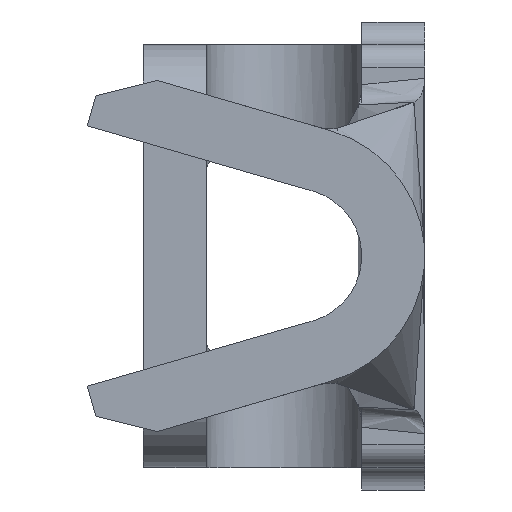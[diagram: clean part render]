
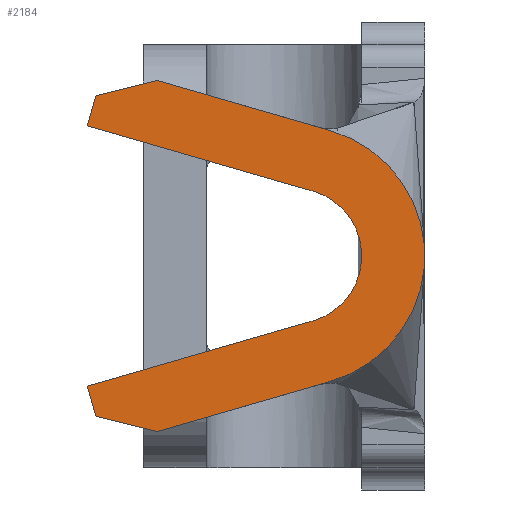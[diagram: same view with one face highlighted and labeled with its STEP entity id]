
A CAD part, left-side view. The second image highlights one B-rep face of the part: STEP entity #2184.
In plain terms, the highlighted planar face has unit normal (-1, 0, 0).
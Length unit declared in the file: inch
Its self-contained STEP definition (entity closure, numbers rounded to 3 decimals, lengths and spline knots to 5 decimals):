
#28 = CARTESIAN_POINT ( 'NONE',  ( -0.7505, -0.02062, -0.03828 ) ) ;
#136 = AXIS2_PLACEMENT_3D ( 'NONE', #728, #712, #433 ) ;
#160 = ORIENTED_EDGE ( 'NONE', *, *, #261, .F. ) ;
#181 = LINE ( 'NONE', #3493, #3674 ) ;
#207 = CARTESIAN_POINT ( 'NONE',  ( -0.7505, 0.0875, -0.15184 ) ) ;
#226 = VERTEX_POINT ( 'NONE', #3327 ) ;
#261 = EDGE_CURVE ( 'NONE', #1249, #3780, #1615, .T. ) ;
#352 = AXIS2_PLACEMENT_3D ( 'NONE', #1885, #1879, #1793 ) ;
#409 = LINE ( 'NONE', #497, #1227 ) ;
#433 = DIRECTION ( 'NONE',  ( 0., 0., -1. ) ) ;
#436 = CARTESIAN_POINT ( 'NONE',  ( -0.7505, 0.08361, -0.16529 ) ) ;
#445 = DIRECTION ( 'NONE',  ( 0., 0.961, -0.278 ) ) ;
#497 = CARTESIAN_POINT ( 'NONE',  ( -0.7505, -0.02062, -0.14972 ) ) ;
#520 = EDGE_CURVE ( 'NONE', #226, #917, #2608, .T. ) ;
#599 = VERTEX_POINT ( 'NONE', #1054 ) ;
#623 = DIRECTION ( 'NONE',  ( 0., 0., -1. ) ) ;
#696 = VECTOR ( 'NONE', #3187, 39.37008 ) ;
#712 = DIRECTION ( 'NONE',  ( -1., 0., 0. ) ) ;
#727 = CARTESIAN_POINT ( 'NONE',  ( -0.7505, -0.0045, -0.094 ) ) ;
#728 = CARTESIAN_POINT ( 'NONE',  ( -0.7505, -0.0045, -0.094 ) ) ;
#737 = VECTOR ( 'NONE', #3158, 39.37008 ) ;
#738 = PLANE ( 'NONE',  #3678 ) ;
#787 = DIRECTION ( 'NONE',  ( 1., 0., 0. ) ) ;
#836 = CIRCLE ( 'NONE', #352, 0.058 ) ;
#844 = LINE ( 'NONE', #3553, #737 ) ;
#860 = ORIENTED_EDGE ( 'NONE', *, *, #1514, .F. ) ;
#917 = VERTEX_POINT ( 'NONE', #3897 ) ;
#1054 = CARTESIAN_POINT ( 'NONE',  ( -0.7505, -0.02062, -0.14972 ) ) ;
#1079 = DIRECTION ( 'NONE',  ( 0., 0.971, 0.24 ) ) ;
#1227 = VECTOR ( 'NONE', #445, 39.37008 ) ;
#1249 = VERTEX_POINT ( 'NONE', #1951 ) ;
#1352 = ORIENTED_EDGE ( 'NONE', *, *, #2891, .F. ) ;
#1386 = LINE ( 'NONE', #2856, #3038 ) ;
#1447 = CARTESIAN_POINT ( 'NONE',  ( -0.7505, 0.0875, -0.15184 ) ) ;
#1514 = EDGE_CURVE ( 'NONE', #3780, #2529, #1386, .T. ) ;
#1615 = LINE ( 'NONE', #3364, #696 ) ;
#1681 = EDGE_CURVE ( 'NONE', #1703, #2017, #844, .T. ) ;
#1702 = EDGE_CURVE ( 'NONE', #2017, #1249, #3486, .T. ) ;
#1703 = VERTEX_POINT ( 'NONE', #1447 ) ;
#1709 = CARTESIAN_POINT ( 'NONE',  ( -0.7505, 0.08361, -0.02271 ) ) ;
#1714 = ORIENTED_EDGE ( 'NONE', *, *, #3048, .F. ) ;
#1793 = DIRECTION ( 'NONE',  ( 0., 0., -1. ) ) ;
#1879 = DIRECTION ( 'NONE',  ( 1., 0., 0. ) ) ;
#1885 = CARTESIAN_POINT ( 'NONE',  ( -0.7505, -0.0045, -0.094 ) ) ;
#1951 = CARTESIAN_POINT ( 'NONE',  ( -0.7505, -0.01284, -0.06518 ) ) ;
#1956 = DIRECTION ( 'NONE',  ( 0., 0.278, 0.961 ) ) ;
#1989 = FACE_OUTER_BOUND ( 'NONE', #2128, .T. ) ;
#2017 = VERTEX_POINT ( 'NONE', #2470 ) ;
#2128 = EDGE_LOOP ( 'NONE', ( #1352, #2423, #2489, #860, #160, #3729, #3050, #2243, #2339, #1714 ) ) ;
#2184 = ADVANCED_FACE ( 'NONE', ( #1989 ), #738, .F. ) ;
#2243 = ORIENTED_EDGE ( 'NONE', *, *, #3725, .F. ) ;
#2339 = ORIENTED_EDGE ( 'NONE', *, *, #4007, .F. ) ;
#2423 = ORIENTED_EDGE ( 'NONE', *, *, #520, .F. ) ;
#2470 = CARTESIAN_POINT ( 'NONE',  ( -0.7505, -0.01284, -0.12282 ) ) ;
#2489 = ORIENTED_EDGE ( 'NONE', *, *, #3384, .F. ) ;
#2529 = VERTEX_POINT ( 'NONE', #1709 ) ;
#2608 = LINE ( 'NONE', #28, #4020 ) ;
#2642 = LINE ( 'NONE', #207, #4131 ) ;
#2689 = LINE ( 'NONE', #3826, #4173 ) ;
#2719 = CARTESIAN_POINT ( 'NONE',  ( -0.7505, 0.05643, -0.172 ) ) ;
#2773 = VERTEX_POINT ( 'NONE', #2719 ) ;
#2856 = CARTESIAN_POINT ( 'NONE',  ( -0.7505, 0.0875, -0.03616 ) ) ;
#2891 = EDGE_CURVE ( 'NONE', #917, #599, #836, .T. ) ;
#3038 = VECTOR ( 'NONE', #3136, 39.37008 ) ;
#3048 = EDGE_CURVE ( 'NONE', #599, #2773, #409, .T. ) ;
#3050 = ORIENTED_EDGE ( 'NONE', *, *, #1681, .F. ) ;
#3136 = DIRECTION ( 'NONE',  ( 0., -0.278, 0.961 ) ) ;
#3158 = DIRECTION ( 'NONE',  ( 0., -0.961, 0.278 ) ) ;
#3187 = DIRECTION ( 'NONE',  ( 0., 0.961, 0.278 ) ) ;
#3272 = VERTEX_POINT ( 'NONE', #436 ) ;
#3327 = CARTESIAN_POINT ( 'NONE',  ( -0.7505, 0.05643, -0.016 ) ) ;
#3364 = CARTESIAN_POINT ( 'NONE',  ( -0.7505, -0.01284, -0.06518 ) ) ;
#3377 = CARTESIAN_POINT ( 'NONE',  ( -0.7505, 0.0875, -0.03616 ) ) ;
#3384 = EDGE_CURVE ( 'NONE', #2529, #226, #2689, .T. ) ;
#3486 = CIRCLE ( 'NONE', #136, 0.03 ) ;
#3493 = CARTESIAN_POINT ( 'NONE',  ( -0.7505, 0.08361, -0.16529 ) ) ;
#3553 = CARTESIAN_POINT ( 'NONE',  ( -0.7505, -0.01284, -0.12282 ) ) ;
#3674 = VECTOR ( 'NONE', #1079, 39.37008 ) ;
#3678 = AXIS2_PLACEMENT_3D ( 'NONE', #727, #787, #623 ) ;
#3725 = EDGE_CURVE ( 'NONE', #3272, #1703, #2642, .T. ) ;
#3729 = ORIENTED_EDGE ( 'NONE', *, *, #1702, .F. ) ;
#3780 = VERTEX_POINT ( 'NONE', #3377 ) ;
#3826 = CARTESIAN_POINT ( 'NONE',  ( -0.7505, 0.08361, -0.02271 ) ) ;
#3897 = CARTESIAN_POINT ( 'NONE',  ( -0.7505, -0.02062, -0.03828 ) ) ;
#4007 = EDGE_CURVE ( 'NONE', #2773, #3272, #181, .T. ) ;
#4020 = VECTOR ( 'NONE', #4068, 39.37008 ) ;
#4068 = DIRECTION ( 'NONE',  ( 0., -0.961, -0.278 ) ) ;
#4085 = DIRECTION ( 'NONE',  ( 0., -0.971, 0.24 ) ) ;
#4131 = VECTOR ( 'NONE', #1956, 39.37008 ) ;
#4173 = VECTOR ( 'NONE', #4085, 39.37008 ) ;
